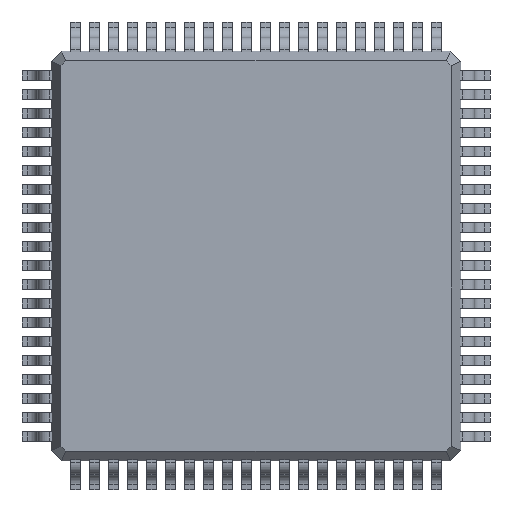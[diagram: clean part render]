
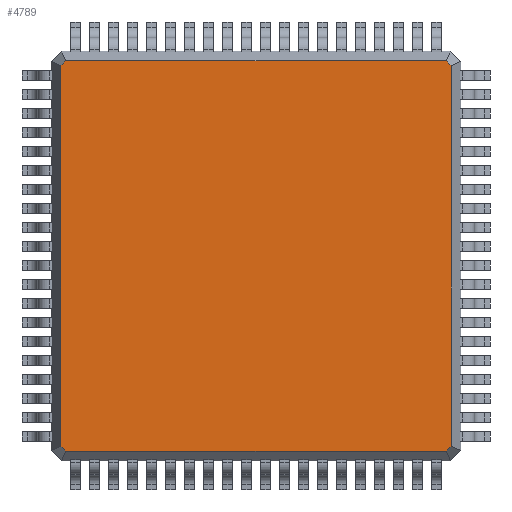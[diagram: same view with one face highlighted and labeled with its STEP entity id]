
A CAD part, top view. The second image highlights one B-rep face of the part: STEP entity #4789.
In plain terms, the highlighted planar face has unit normal (0, 0, 1).
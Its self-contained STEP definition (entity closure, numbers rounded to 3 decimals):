
#648 = VERTEX_POINT('',#649);
#649 = CARTESIAN_POINT('',(-6.674,-6.508,
    1.586));
#655 = EDGE_CURVE('',#656,#648,#658,.T.);
#656 = VERTEX_POINT('',#657);
#657 = CARTESIAN_POINT('',(-6.674,6.522,1.586
    ));
#658 = LINE('',#659,#660);
#659 = CARTESIAN_POINT('',(-6.674,-6.643,
    1.586));
#660 = VECTOR('',#661,1.);
#661 = DIRECTION('',(0.,-1.,0.));
#1819 = VERTEX_POINT('',#1820);
#1820 = CARTESIAN_POINT('',(-6.515,6.681,
    1.586));
#1826 = EDGE_CURVE('',#1827,#1819,#1829,.T.);
#1827 = VERTEX_POINT('',#1828);
#1828 = CARTESIAN_POINT('',(6.515,6.681,1.586
    ));
#1829 = LINE('',#1830,#1831);
#1830 = CARTESIAN_POINT('',(6.65,6.681,1.586));
#1831 = VECTOR('',#1832,1.);
#1832 = DIRECTION('',(-1.,0.,0.));
#2990 = VERTEX_POINT('',#2991);
#2991 = CARTESIAN_POINT('',(6.674,6.522,1.586
    ));
#2997 = EDGE_CURVE('',#2998,#2990,#3000,.T.);
#2998 = VERTEX_POINT('',#2999);
#2999 = CARTESIAN_POINT('',(6.674,-6.508,
    1.586));
#3000 = LINE('',#3001,#3002);
#3001 = CARTESIAN_POINT('',(6.674,-6.643,
    1.586));
#3002 = VECTOR('',#3003,1.);
#3003 = DIRECTION('',(0.,1.,0.));
#4161 = VERTEX_POINT('',#4162);
#4162 = CARTESIAN_POINT('',(6.515,-6.667,
    1.586));
#4168 = EDGE_CURVE('',#4169,#4161,#4171,.T.);
#4169 = VERTEX_POINT('',#4170);
#4170 = CARTESIAN_POINT('',(-6.515,-6.667,
    1.586));
#4171 = LINE('',#4172,#4173);
#4172 = CARTESIAN_POINT('',(6.65,-6.667,1.586));
#4173 = VECTOR('',#4174,1.);
#4174 = DIRECTION('',(1.,0.,0.));
#4712 = EDGE_CURVE('',#648,#4169,#4713,.T.);
#4713 = LINE('',#4714,#4715);
#4714 = CARTESIAN_POINT('',(-6.769,-6.412,
    1.586));
#4715 = VECTOR('',#4716,1.);
#4716 = DIRECTION('',(0.707,-0.707,0.
    ));
#4734 = EDGE_CURVE('',#4161,#2998,#4735,.T.);
#4735 = LINE('',#4736,#4737);
#4736 = CARTESIAN_POINT('',(6.419,-6.762,1.586
    ));
#4737 = VECTOR('',#4738,1.);
#4738 = DIRECTION('',(0.707,0.707,0.
    ));
#4756 = EDGE_CURVE('',#2990,#1827,#4757,.T.);
#4757 = LINE('',#4758,#4759);
#4758 = CARTESIAN_POINT('',(6.419,6.776,1.586)
  );
#4759 = VECTOR('',#4760,1.);
#4760 = DIRECTION('',(-0.707,0.707,
    0.));
#4778 = EDGE_CURVE('',#1819,#656,#4779,.T.);
#4779 = LINE('',#4780,#4781);
#4780 = CARTESIAN_POINT('',(-6.769,6.426,1.586
    ));
#4781 = VECTOR('',#4782,1.);
#4782 = DIRECTION('',(-0.707,-0.707,
    0.));
#4789 = ADVANCED_FACE('',(#4790),#4800,.T.);
#4790 = FACE_BOUND('',#4791,.T.);
#4791 = EDGE_LOOP('',(#4792,#4793,#4794,#4795,#4796,#4797,#4798,#4799));
#4792 = ORIENTED_EDGE('',*,*,#655,.T.);
#4793 = ORIENTED_EDGE('',*,*,#4712,.T.);
#4794 = ORIENTED_EDGE('',*,*,#4168,.T.);
#4795 = ORIENTED_EDGE('',*,*,#4734,.T.);
#4796 = ORIENTED_EDGE('',*,*,#2997,.T.);
#4797 = ORIENTED_EDGE('',*,*,#4756,.T.);
#4798 = ORIENTED_EDGE('',*,*,#1826,.T.);
#4799 = ORIENTED_EDGE('',*,*,#4778,.T.);
#4800 = PLANE('',#4801);
#4801 = AXIS2_PLACEMENT_3D('',#4802,#4803,#4804);
#4802 = CARTESIAN_POINT('',(-7.,7.007,1.586));
#4803 = DIRECTION('',(0.,0.,1.));
#4804 = DIRECTION('',(0.,-1.,0.));
